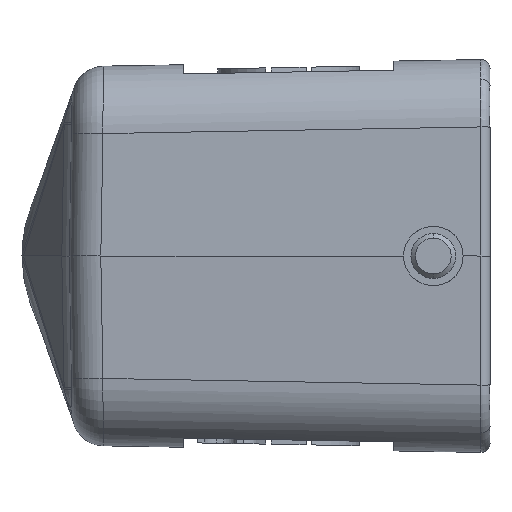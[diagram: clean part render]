
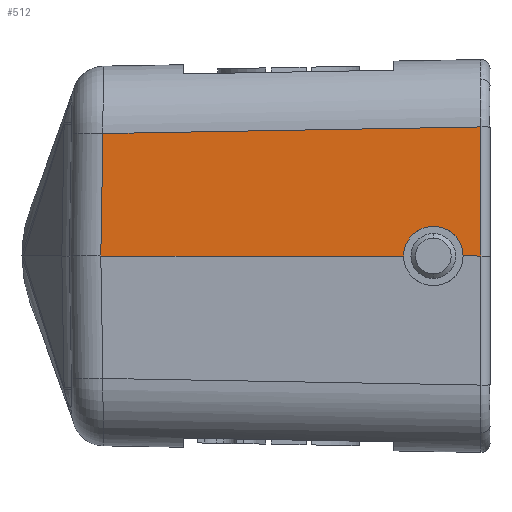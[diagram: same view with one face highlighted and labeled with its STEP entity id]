
A CAD part, left-side view. The second image highlights one B-rep face of the part: STEP entity #512.
In plain terms, the highlighted planar face has unit normal (-1, 0.018, 0.017).
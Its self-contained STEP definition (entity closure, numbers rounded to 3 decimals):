
#512=ADVANCED_FACE('',(#1178),#955,.T.);
#955=PLANE('',#7638);
#1178=FACE_OUTER_BOUND('',#1605,.T.);
#1605=EDGE_LOOP('',(#2512,#2513,#2514,#2515,#2516,#2517,#2518));
#2095=B_SPLINE_CURVE_WITH_KNOTS('',3,(#10214,#10215,#10216,#10217,#10218,
#10219,#10220),.UNSPECIFIED.,.F.,.F.,(4,3,4),(0.,0.99,1.),
 .UNSPECIFIED.);
#2096=B_SPLINE_CURVE_WITH_KNOTS('',3,(#10226,#10227,#10228,#10229),
 .UNSPECIFIED.,.F.,.F.,(4,4),(0.,1.),.UNSPECIFIED.);
#2097=B_SPLINE_CURVE_WITH_KNOTS('',3,(#10233,#10234,#10235,#10236,#10237,
#10238),.UNSPECIFIED.,.F.,.F.,(4,2,4),(0.,0.5,1.),.UNSPECIFIED.);
#2098=B_SPLINE_CURVE_WITH_KNOTS('',3,(#10240,#10241,#10242,#10243,#10244,
#10245),.UNSPECIFIED.,.F.,.F.,(4,2,4),(0.,0.5,1.),.UNSPECIFIED.);
#2512=ORIENTED_EDGE('',*,*,#5389,.F.);
#2513=ORIENTED_EDGE('',*,*,#5390,.T.);
#2514=ORIENTED_EDGE('',*,*,#5388,.F.);
#2515=ORIENTED_EDGE('',*,*,#5391,.F.);
#2516=ORIENTED_EDGE('',*,*,#5392,.F.);
#2517=ORIENTED_EDGE('',*,*,#5393,.T.);
#2518=ORIENTED_EDGE('',*,*,#5394,.T.);
#4681=VERTEX_POINT('',#10190);
#4685=VERTEX_POINT('',#10213);
#4686=VERTEX_POINT('',#10223);
#4687=VERTEX_POINT('',#10224);
#4688=VERTEX_POINT('',#10230);
#4689=VERTEX_POINT('',#10232);
#4690=VERTEX_POINT('',#10239);
#5388=EDGE_CURVE('',#4685,#4681,#2095,.T.);
#5389=EDGE_CURVE('',#4686,#4687,#6457,.T.);
#5390=EDGE_CURVE('',#4686,#4681,#6458,.T.);
#5391=EDGE_CURVE('',#4688,#4685,#2096,.T.);
#5392=EDGE_CURVE('',#4689,#4688,#6459,.T.);
#5393=EDGE_CURVE('',#4689,#4690,#2097,.T.);
#5394=EDGE_CURVE('',#4690,#4687,#2098,.T.);
#6457=LINE('',#10222,#7062);
#6458=LINE('',#10225,#7063);
#6459=LINE('',#10231,#7064);
#7062=VECTOR('',#8300,1.);
#7063=VECTOR('',#8301,1.);
#7064=VECTOR('',#8302,1.);
#7638=AXIS2_PLACEMENT_3D('',#10246,#8303,#8304);
#8300=DIRECTION('',(0.017,1.,0.));
#8301=DIRECTION('',(0.017,0.,1.));
#8302=DIRECTION('',(0.017,1.,0.));
#8303=DIRECTION('',(-1.,0.017,0.017));
#8304=DIRECTION('',(-0.017,-1.,0.));
#10190=CARTESIAN_POINT('',(-29.736,1.008,14.114));
#10213=CARTESIAN_POINT('',(-29.027,42.328,13.393));
#10214=CARTESIAN_POINT('',(-29.027,42.328,13.393));
#10215=CARTESIAN_POINT('',(-29.263,28.557,13.634));
#10216=CARTESIAN_POINT('',(-29.5,14.787,13.874));
#10217=CARTESIAN_POINT('',(-29.736,1.017,14.114));
#10218=CARTESIAN_POINT('',(-29.738,0.879,14.117));
#10219=CARTESIAN_POINT('',(-29.741,0.741,14.119));
#10220=CARTESIAN_POINT('',(-29.743,0.604,14.121));
#10222=CARTESIAN_POINT('',(-29.982,1.019,0.));
#10223=CARTESIAN_POINT('',(-29.982,1.019,0.));
#10224=CARTESIAN_POINT('',(-29.948,2.95,0.));
#10225=CARTESIAN_POINT('',(-29.982,1.019,0.));
#10226=CARTESIAN_POINT('',(-29.257,42.562,0.));
#10227=CARTESIAN_POINT('',(-29.18,42.484,4.464));
#10228=CARTESIAN_POINT('',(-29.104,42.406,8.929));
#10229=CARTESIAN_POINT('',(-29.027,42.328,13.393));
#10230=CARTESIAN_POINT('',(-29.257,42.562,0.));
#10231=CARTESIAN_POINT('',(-29.835,9.45,0.));
#10232=CARTESIAN_POINT('',(-29.835,9.45,0.));
#10233=CARTESIAN_POINT('',(-29.835,9.45,0.));
#10234=CARTESIAN_POINT('',(-29.82,9.45,0.857));
#10235=CARTESIAN_POINT('',(-29.812,9.102,1.694));
#10236=CARTESIAN_POINT('',(-29.812,7.894,2.902));
#10237=CARTESIAN_POINT('',(-29.82,7.059,3.25));
#10238=CARTESIAN_POINT('',(-29.835,6.2,3.25));
#10239=CARTESIAN_POINT('',(-29.835,6.2,3.25));
#10240=CARTESIAN_POINT('',(-29.835,6.2,3.25));
#10241=CARTESIAN_POINT('',(-29.85,5.343,3.25));
#10242=CARTESIAN_POINT('',(-29.871,4.506,2.902));
#10243=CARTESIAN_POINT('',(-29.913,3.298,1.694));
#10244=CARTESIAN_POINT('',(-29.934,2.95,0.859));
#10245=CARTESIAN_POINT('',(-29.948,2.95,0.));
#10246=CARTESIAN_POINT('',(-29.607,0.,22.544));
